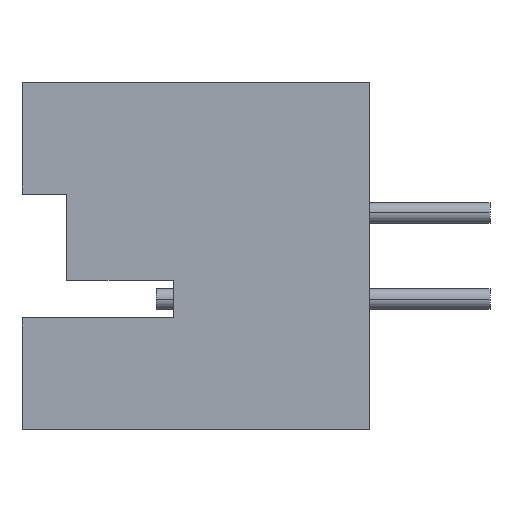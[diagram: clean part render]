
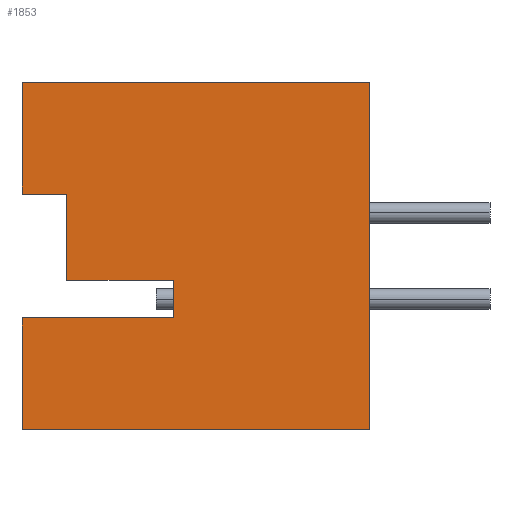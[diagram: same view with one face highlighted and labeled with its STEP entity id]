
A CAD part, left-side view. The second image highlights one B-rep face of the part: STEP entity #1853.
In plain terms, the highlighted planar face has unit normal (-1, 0, 0).
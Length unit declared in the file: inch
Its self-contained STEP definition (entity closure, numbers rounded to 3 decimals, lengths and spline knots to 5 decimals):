
#4 = DIRECTION ( 'NONE',  ( 0., 1., 0. ) ) ;
#23 = CARTESIAN_POINT ( 'NONE',  ( -0.3937, 0., -0.19882 ) ) ;
#133 = LINE ( 'NONE', #141, #860 ) ;
#141 = CARTESIAN_POINT ( 'NONE',  ( -0.3937, 0.34646, 0.07087 ) ) ;
#144 = VECTOR ( 'NONE', #4263, 39.37008 ) ;
#204 = LINE ( 'NONE', #4619, #929 ) ;
#296 = VERTEX_POINT ( 'NONE', #1194 ) ;
#449 = ORIENTED_EDGE ( 'NONE', *, *, #3176, .F. ) ;
#672 = CARTESIAN_POINT ( 'NONE',  ( -0.3937, 0.34646, -0.02756 ) ) ;
#695 = VECTOR ( 'NONE', #6214, 39.37008 ) ;
#789 = VERTEX_POINT ( 'NONE', #6443 ) ;
#860 = VECTOR ( 'NONE', #5593, 39.37008 ) ;
#929 = VECTOR ( 'NONE', #5619, 39.37008 ) ;
#951 = VERTEX_POINT ( 'NONE', #5603 ) ;
#960 = LINE ( 'NONE', #5206, #2752 ) ;
#1053 = VECTOR ( 'NONE', #4007, 39.37008 ) ;
#1094 = AXIS2_PLACEMENT_3D ( 'NONE', #5112, #3144, #4118 ) ;
#1190 = PLANE ( 'NONE',  #1094 ) ;
#1194 = CARTESIAN_POINT ( 'NONE',  ( -0.3937, 0.39764, 0.19882 ) ) ;
#1239 = EDGE_CURVE ( 'NONE', #789, #1934, #133, .T. ) ;
#1260 = EDGE_CURVE ( 'NONE', #1870, #1934, #6053, .T. ) ;
#1297 = EDGE_CURVE ( 'NONE', #789, #296, #3047, .T. ) ;
#1308 = CARTESIAN_POINT ( 'NONE',  ( -0.3937, 0., -0.02756 ) ) ;
#1425 = ORIENTED_EDGE ( 'NONE', *, *, #4654, .T. ) ;
#1853 = ADVANCED_FACE ( 'NONE', ( #4173 ), #1190, .F. ) ;
#1870 = VERTEX_POINT ( 'NONE', #672 ) ;
#1934 = VERTEX_POINT ( 'NONE', #2769 ) ;
#1981 = DIRECTION ( 'NONE',  ( 0., -1., 0. ) ) ;
#2101 = CARTESIAN_POINT ( 'NONE',  ( -0.3937, 0.39764, -0.07087 ) ) ;
#2198 = EDGE_CURVE ( 'NONE', #951, #2412, #5704, .T. ) ;
#2221 = VERTEX_POINT ( 'NONE', #2454 ) ;
#2232 = ORIENTED_EDGE ( 'NONE', *, *, #4310, .F. ) ;
#2240 = DIRECTION ( 'NONE',  ( 0., -1., 0. ) ) ;
#2412 = VERTEX_POINT ( 'NONE', #5913 ) ;
#2454 = CARTESIAN_POINT ( 'NONE',  ( -0.3937, 0.22441, -0.07087 ) ) ;
#2460 = CARTESIAN_POINT ( 'NONE',  ( -0.3937, 0., 0.19882 ) ) ;
#2652 = ORIENTED_EDGE ( 'NONE', *, *, #2198, .F. ) ;
#2752 = VECTOR ( 'NONE', #2240, 39.37008 ) ;
#2769 = CARTESIAN_POINT ( 'NONE',  ( -0.3937, 0.34646, 0.07087 ) ) ;
#2815 = LINE ( 'NONE', #6291, #144 ) ;
#2890 = VERTEX_POINT ( 'NONE', #2101 ) ;
#3022 = CARTESIAN_POINT ( 'NONE',  ( -0.3937, 0.22441, -0.02756 ) ) ;
#3029 = CARTESIAN_POINT ( 'NONE',  ( -0.3937, 0., -0.07087 ) ) ;
#3047 = LINE ( 'NONE', #4196, #3424 ) ;
#3144 = DIRECTION ( 'NONE',  ( 1., 0., 0. ) ) ;
#3176 = EDGE_CURVE ( 'NONE', #5040, #1870, #4669, .T. ) ;
#3344 = EDGE_CURVE ( 'NONE', #296, #6019, #960, .T. ) ;
#3424 = VECTOR ( 'NONE', #4170, 39.37008 ) ;
#3591 = LINE ( 'NONE', #4475, #1053 ) ;
#3936 = ORIENTED_EDGE ( 'NONE', *, *, #4510, .F. ) ;
#4007 = DIRECTION ( 'NONE',  ( 0., 0., -1. ) ) ;
#4104 = EDGE_LOOP ( 'NONE', ( #4429, #6112, #449, #4308, #3936, #2232, #2652, #1425, #4611, #5341 ) ) ;
#4118 = DIRECTION ( 'NONE',  ( 0., 0., -1. ) ) ;
#4170 = DIRECTION ( 'NONE',  ( 0., 0., 1. ) ) ;
#4173 = FACE_OUTER_BOUND ( 'NONE', #4104, .T. ) ;
#4196 = CARTESIAN_POINT ( 'NONE',  ( -0.3937, 0.39764, -0.19882 ) ) ;
#4263 = DIRECTION ( 'NONE',  ( 0., 0., 1. ) ) ;
#4308 = ORIENTED_EDGE ( 'NONE', *, *, #6187, .T. ) ;
#4310 = EDGE_CURVE ( 'NONE', #2412, #2890, #2815, .T. ) ;
#4396 = VECTOR ( 'NONE', #4, 39.37008 ) ;
#4429 = ORIENTED_EDGE ( 'NONE', *, *, #1239, .T. ) ;
#4475 = CARTESIAN_POINT ( 'NONE',  ( -0.3937, 0.22441, -0.07087 ) ) ;
#4510 = EDGE_CURVE ( 'NONE', #2890, #2221, #5798, .T. ) ;
#4593 = VECTOR ( 'NONE', #5656, 39.37008 ) ;
#4611 = ORIENTED_EDGE ( 'NONE', *, *, #3344, .F. ) ;
#4619 = CARTESIAN_POINT ( 'NONE',  ( -0.3937, 0., -0.19882 ) ) ;
#4629 = VECTOR ( 'NONE', #1981, 39.37008 ) ;
#4654 = EDGE_CURVE ( 'NONE', #951, #6019, #204, .T. ) ;
#4669 = LINE ( 'NONE', #1308, #4593 ) ;
#5040 = VERTEX_POINT ( 'NONE', #3022 ) ;
#5112 = CARTESIAN_POINT ( 'NONE',  ( -0.3937, 0., -0.19882 ) ) ;
#5206 = CARTESIAN_POINT ( 'NONE',  ( -0.3937, 0.39764, 0.19882 ) ) ;
#5341 = ORIENTED_EDGE ( 'NONE', *, *, #1297, .F. ) ;
#5593 = DIRECTION ( 'NONE',  ( 0., -1., 0. ) ) ;
#5603 = CARTESIAN_POINT ( 'NONE',  ( -0.3937, 0., -0.19882 ) ) ;
#5619 = DIRECTION ( 'NONE',  ( 0., 0., 1. ) ) ;
#5656 = DIRECTION ( 'NONE',  ( 0., 1., 0. ) ) ;
#5704 = LINE ( 'NONE', #23, #4396 ) ;
#5798 = LINE ( 'NONE', #3029, #4629 ) ;
#5913 = CARTESIAN_POINT ( 'NONE',  ( -0.3937, 0.39764, -0.19882 ) ) ;
#6019 = VERTEX_POINT ( 'NONE', #2460 ) ;
#6053 = LINE ( 'NONE', #6173, #695 ) ;
#6112 = ORIENTED_EDGE ( 'NONE', *, *, #1260, .F. ) ;
#6173 = CARTESIAN_POINT ( 'NONE',  ( -0.3937, 0.34646, -0.19882 ) ) ;
#6187 = EDGE_CURVE ( 'NONE', #5040, #2221, #3591, .T. ) ;
#6214 = DIRECTION ( 'NONE',  ( 0., 0., 1. ) ) ;
#6291 = CARTESIAN_POINT ( 'NONE',  ( -0.3937, 0.39764, -0.19882 ) ) ;
#6443 = CARTESIAN_POINT ( 'NONE',  ( -0.3937, 0.39764, 0.07087 ) ) ;
